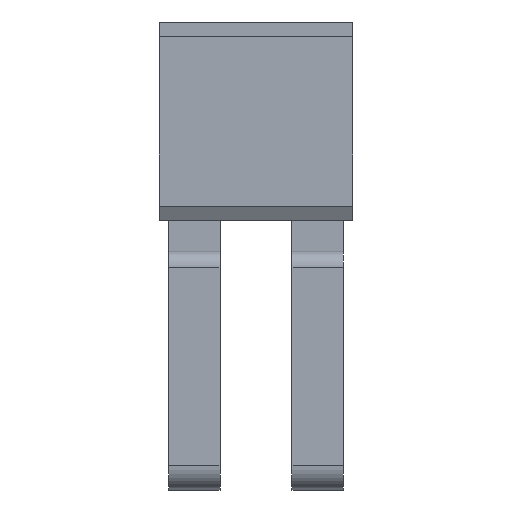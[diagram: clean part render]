
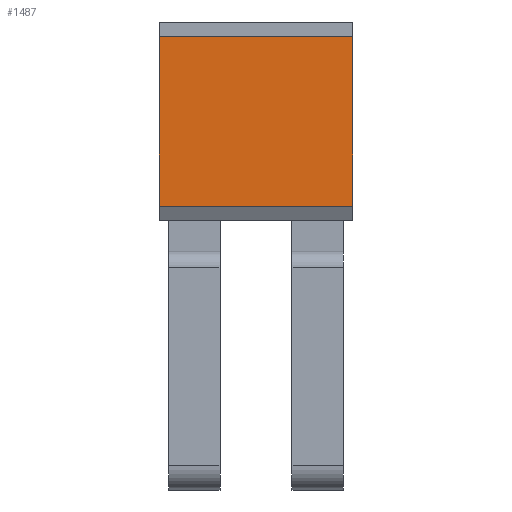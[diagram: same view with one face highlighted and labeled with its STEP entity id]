
A CAD part, top view. The second image highlights one B-rep face of the part: STEP entity #1487.
In plain terms, the highlighted planar face has unit normal (0, 0, 1).
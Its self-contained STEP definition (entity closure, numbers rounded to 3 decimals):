
#33 = VECTOR ( 'NONE', #654, 1000. ) ;
#185 = AXIS2_PLACEMENT_3D ( 'NONE', #381, #378, #376 ) ;
#245 = VECTOR ( 'NONE', #1615, 1000. ) ;
#277 = ORIENTED_EDGE ( 'NONE', *, *, #981, .T. ) ;
#376 = DIRECTION ( 'NONE',  ( 0., -1., 0. ) ) ;
#378 = DIRECTION ( 'NONE',  ( 0., 0., 1. ) ) ;
#381 = CARTESIAN_POINT ( 'NONE',  ( 19.321, 12.593, 0.95 ) ) ;
#395 = VERTEX_POINT ( 'NONE', #1196 ) ;
#410 = PLANE ( 'NONE',  #185 ) ;
#439 = VECTOR ( 'NONE', #1603, 1000. ) ;
#477 = VERTEX_POINT ( 'NONE', #1207 ) ;
#654 = DIRECTION ( 'NONE',  ( -1., 0., 0. ) ) ;
#658 = CARTESIAN_POINT ( 'NONE',  ( 9.3, 20.85, 0.95 ) ) ;
#669 = CARTESIAN_POINT ( 'NONE',  ( 19.321, 20.85, 0.95 ) ) ;
#768 = VERTEX_POINT ( 'NONE', #1429 ) ;
#808 = LINE ( 'NONE', #669, #33 ) ;
#874 = LINE ( 'NONE', #1598, #439 ) ;
#956 = LINE ( 'NONE', #1315, #1376 ) ;
#969 = EDGE_CURVE ( 'NONE', #1394, #477, #874, .T. ) ;
#981 = EDGE_CURVE ( 'NONE', #768, #477, #1070, .T. ) ;
#1070 = LINE ( 'NONE', #1633, #245 ) ;
#1078 = EDGE_CURVE ( 'NONE', #768, #395, #956, .T. ) ;
#1196 = CARTESIAN_POINT ( 'NONE',  ( -0.1, 20.85, 0.95 ) ) ;
#1207 = CARTESIAN_POINT ( 'NONE',  ( 9.3, 12.593, 0.95 ) ) ;
#1256 = ORIENTED_EDGE ( 'NONE', *, *, #1389, .T. ) ;
#1315 = CARTESIAN_POINT ( 'NONE',  ( -0.1, 0., 0.95 ) ) ;
#1328 = ORIENTED_EDGE ( 'NONE', *, *, #969, .F. ) ;
#1337 = DIRECTION ( 'NONE',  ( 0., 1., 0. ) ) ;
#1376 = VECTOR ( 'NONE', #1337, 1000. ) ;
#1389 = EDGE_CURVE ( 'NONE', #1394, #395, #808, .T. ) ;
#1394 = VERTEX_POINT ( 'NONE', #658 ) ;
#1429 = CARTESIAN_POINT ( 'NONE',  ( -0.1, 12.593, 0.95 ) ) ;
#1465 = FACE_OUTER_BOUND ( 'NONE', #1775, .T. ) ;
#1487 = ADVANCED_FACE ( 'NONE', ( #1465 ), #410, .T. ) ;
#1598 = CARTESIAN_POINT ( 'NONE',  ( 9.3, 19.85, 0.95 ) ) ;
#1603 = DIRECTION ( 'NONE',  ( 0., -1., 0. ) ) ;
#1615 = DIRECTION ( 'NONE',  ( 1., 0., 0. ) ) ;
#1624 = ORIENTED_EDGE ( 'NONE', *, *, #1078, .F. ) ;
#1633 = CARTESIAN_POINT ( 'NONE',  ( 19.321, 12.593, 0.95 ) ) ;
#1775 = EDGE_LOOP ( 'NONE', ( #1328, #1256, #1624, #277 ) ) ;
